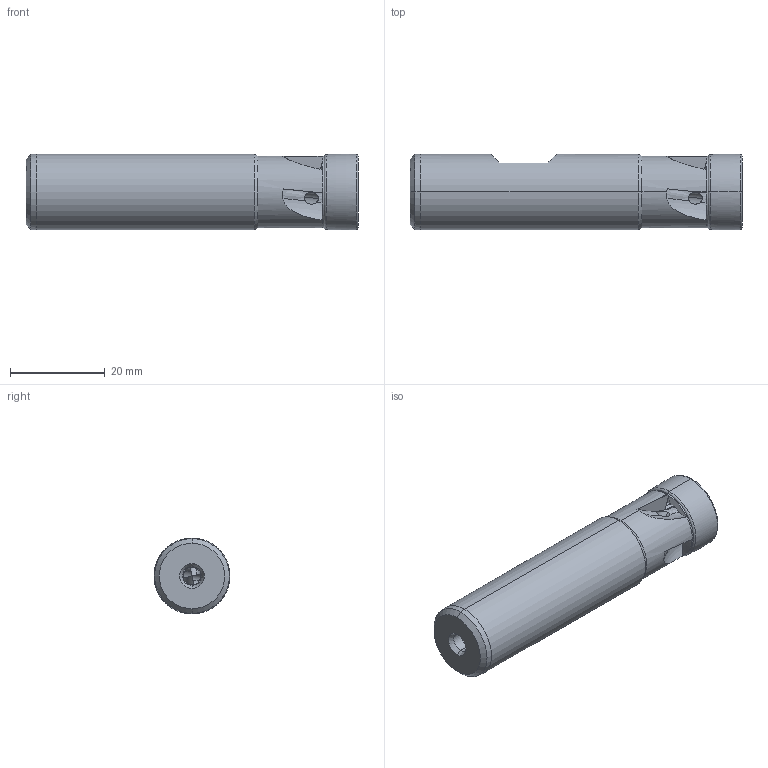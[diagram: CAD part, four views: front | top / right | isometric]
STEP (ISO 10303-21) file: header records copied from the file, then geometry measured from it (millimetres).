
FILE_DESCRIPTION (( 'STEP AP214' ), '1' );
FILE_NAME ('90PP-16-22-63-4.STEP', '2012-01-04T13:59:18', ( '' ), ( '' ), 'SwSTEP 2.0', 'SolidWorks 2011', '' );
FILE_SCHEMA (( 'AUTOMOTIVE_DESIGN' ));
Length unit declared in the file: millimetre
Products named in the file (1): 90PP-16-22-63-4
Bounding box: 70 x 16 x 16 mm (x, y, z)
Volume: 12301.5 mm3; surface area: 5080.8 mm2
Topology: 1 solids, 1 shells, 102 faces, 298 edges, 184 vertices
Faces by surface type: cone 34, plane 30, cylinder 22, torus 12, bspline 4
Entity records: 3935 total; most frequent: CARTESIAN_POINT 1393, ORIENTED_EDGE 592, DIRECTION 468, EDGE_CURVE 296, AXIS2_PLACEMENT_3D 192, VERTEX_POINT 184, EDGE_LOOP 106, ADVANCED_FACE 102
